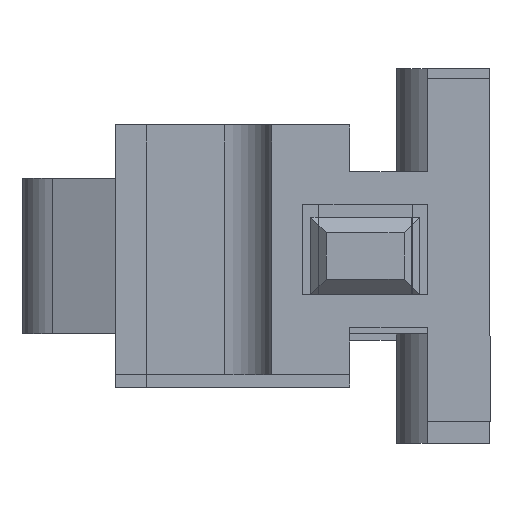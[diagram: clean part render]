
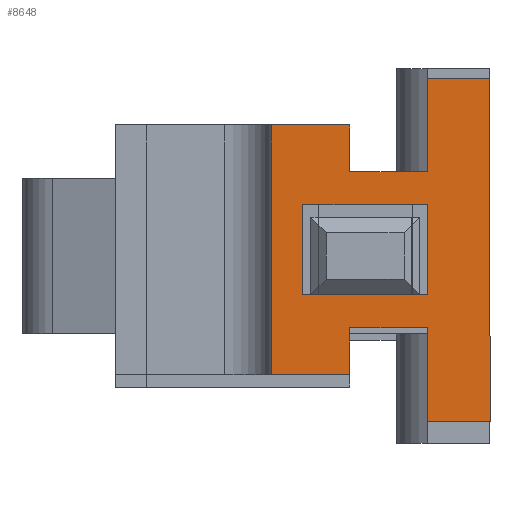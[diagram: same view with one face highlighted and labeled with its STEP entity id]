
A CAD part, left-side view. The second image highlights one B-rep face of the part: STEP entity #8648.
In plain terms, the highlighted face is planar.
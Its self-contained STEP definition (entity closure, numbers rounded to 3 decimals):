
#34=FACE_BOUND('',#1468,.T.);
#1029=FACE_OUTER_BOUND('',#1467,.T.);
#1467=EDGE_LOOP('',(#7947,#7948,#7949,#7950,#7951,#7952,#7953,#7954,#7955,
#7956,#7957,#7958));
#1468=EDGE_LOOP('',(#7959,#7960,#7961,#7962));
#2303=LINE('',#14481,#3208);
#2309=LINE('',#14493,#3214);
#2326=LINE('',#14529,#3231);
#2329=LINE('',#14534,#3234);
#2331=LINE('',#14538,#3236);
#2333=LINE('',#14541,#3238);
#2340=LINE('',#14561,#3245);
#2345=LINE('',#14571,#3250);
#2346=LINE('',#14573,#3251);
#2353=LINE('',#14585,#3258);
#2361=LINE('',#14601,#3266);
#2364=LINE('',#14606,#3269);
#2365=LINE('',#14608,#3270);
#2366=LINE('',#14611,#3271);
#2373=LINE('',#14624,#3278);
#2374=LINE('',#14626,#3279);
#3208=VECTOR('',#11927,10.);
#3214=VECTOR('',#11935,10.);
#3231=VECTOR('',#11962,10.);
#3234=VECTOR('',#11967,10.);
#3236=VECTOR('',#11971,10.);
#3238=VECTOR('',#11975,10.);
#3245=VECTOR('',#11992,10.);
#3250=VECTOR('',#11999,10.);
#3251=VECTOR('',#12002,10.);
#3258=VECTOR('',#12011,10.);
#3266=VECTOR('',#12023,10.);
#3269=VECTOR('',#12028,10.);
#3270=VECTOR('',#12031,10.);
#3271=VECTOR('',#12034,10.);
#3278=VECTOR('',#12049,10.);
#3279=VECTOR('',#12052,10.);
#4081=VERTEX_POINT('',#14478);
#4082=VERTEX_POINT('',#14480);
#4084=VERTEX_POINT('',#14486);
#4087=VERTEX_POINT('',#14491);
#4100=VERTEX_POINT('',#14526);
#4101=VERTEX_POINT('',#14528);
#4102=VERTEX_POINT('',#14532);
#4103=VERTEX_POINT('',#14536);
#4110=VERTEX_POINT('',#14558);
#4113=VERTEX_POINT('',#14565);
#4115=VERTEX_POINT('',#14569);
#4119=VERTEX_POINT('',#14583);
#4124=VERTEX_POINT('',#14598);
#4125=VERTEX_POINT('',#14600);
#4126=VERTEX_POINT('',#14604);
#4127=VERTEX_POINT('',#14610);
#5335=EDGE_CURVE('',#4081,#4082,#2303,.T.);
#5341=EDGE_CURVE('',#4087,#4084,#2309,.T.);
#5358=EDGE_CURVE('',#4101,#4100,#2326,.T.);
#5361=EDGE_CURVE('',#4100,#4102,#2329,.T.);
#5363=EDGE_CURVE('',#4102,#4103,#2331,.T.);
#5365=EDGE_CURVE('',#4103,#4101,#2333,.T.);
#5374=EDGE_CURVE('',#4110,#4081,#2340,.T.);
#5379=EDGE_CURVE('',#4113,#4115,#2345,.T.);
#5380=EDGE_CURVE('',#4110,#4113,#2346,.T.);
#5387=EDGE_CURVE('',#4115,#4119,#2353,.T.);
#5395=EDGE_CURVE('',#4125,#4124,#2361,.T.);
#5398=EDGE_CURVE('',#4126,#4084,#2364,.T.);
#5399=EDGE_CURVE('',#4124,#4126,#2365,.T.);
#5400=EDGE_CURVE('',#4127,#4125,#2366,.T.);
#5407=EDGE_CURVE('',#4119,#4127,#2373,.T.);
#5408=EDGE_CURVE('',#4082,#4087,#2374,.T.);
#7947=ORIENTED_EDGE('',*,*,#5379,.T.);
#7948=ORIENTED_EDGE('',*,*,#5387,.T.);
#7949=ORIENTED_EDGE('',*,*,#5407,.T.);
#7950=ORIENTED_EDGE('',*,*,#5400,.T.);
#7951=ORIENTED_EDGE('',*,*,#5395,.T.);
#7952=ORIENTED_EDGE('',*,*,#5399,.T.);
#7953=ORIENTED_EDGE('',*,*,#5398,.T.);
#7954=ORIENTED_EDGE('',*,*,#5341,.F.);
#7955=ORIENTED_EDGE('',*,*,#5408,.F.);
#7956=ORIENTED_EDGE('',*,*,#5335,.F.);
#7957=ORIENTED_EDGE('',*,*,#5374,.F.);
#7958=ORIENTED_EDGE('',*,*,#5380,.T.);
#7959=ORIENTED_EDGE('',*,*,#5358,.T.);
#7960=ORIENTED_EDGE('',*,*,#5361,.T.);
#7961=ORIENTED_EDGE('',*,*,#5363,.T.);
#7962=ORIENTED_EDGE('',*,*,#5365,.T.);
#8213=PLANE('',#9521);
#8648=ADVANCED_FACE('',(#1029,#34),#8213,.T.);
#9521=AXIS2_PLACEMENT_3D('',#14625,#12050,#12051);
#11927=DIRECTION('',(0.,-1.,0.));
#11935=DIRECTION('',(0.,1.,0.));
#11962=DIRECTION('',(0.,-1.,0.));
#11967=DIRECTION('',(0.,0.,1.));
#11971=DIRECTION('',(0.,1.,0.));
#11975=DIRECTION('',(0.,0.,-1.));
#11992=DIRECTION('',(0.,0.,-1.));
#11999=DIRECTION('',(0.,0.,-1.));
#12002=DIRECTION('',(0.,1.,0.));
#12011=DIRECTION('',(0.,1.,0.));
#12023=DIRECTION('',(0.,0.,-1.));
#12028=DIRECTION('',(0.,0.,1.));
#12031=DIRECTION('',(0.,-1.,0.));
#12034=DIRECTION('',(0.,-1.,0.));
#12049=DIRECTION('',(0.,0.,1.));
#12050=DIRECTION('center_axis',(1.,0.,0.));
#12051=DIRECTION('ref_axis',(0.,0.,-1.));
#12052=DIRECTION('',(0.,0.,1.));
#14478=CARTESIAN_POINT('',(6.,2.,-1.5));
#14480=CARTESIAN_POINT('',(6.,0.,-1.5));
#14481=CARTESIAN_POINT('',(6.,2.,-1.5));
#14486=CARTESIAN_POINT('',(6.,2.,9.5));
#14491=CARTESIAN_POINT('',(6.,0.,9.5));
#14493=CARTESIAN_POINT('',(6.,0.,9.5));
#14526=CARTESIAN_POINT('',(6.,2.,2.55));
#14528=CARTESIAN_POINT('',(6.,6.,2.55));
#14529=CARTESIAN_POINT('',(6.,4.5,2.55));
#14532=CARTESIAN_POINT('',(6.,2.,5.45));
#14534=CARTESIAN_POINT('',(6.,2.,2.725));
#14536=CARTESIAN_POINT('',(6.,6.,5.45));
#14538=CARTESIAN_POINT('',(6.,6.5,5.45));
#14541=CARTESIAN_POINT('',(6.,6.,1.275));
#14558=CARTESIAN_POINT('',(6.,2.,1.5));
#14561=CARTESIAN_POINT('',(6.,2.,0.));
#14565=CARTESIAN_POINT('',(6.,4.5,1.5));
#14569=CARTESIAN_POINT('',(6.,4.5,0.));
#14571=CARTESIAN_POINT('',(6.,4.5,0.));
#14573=CARTESIAN_POINT('',(6.,5.125,1.5));
#14583=CARTESIAN_POINT('',(6.,7.,0.));
#14585=CARTESIAN_POINT('',(6.,0.,0.));
#14598=CARTESIAN_POINT('',(6.,4.5,6.5));
#14600=CARTESIAN_POINT('',(6.,4.5,8.));
#14601=CARTESIAN_POINT('',(6.,4.5,4.));
#14604=CARTESIAN_POINT('',(6.,2.,6.5));
#14606=CARTESIAN_POINT('',(6.,2.,8.));
#14608=CARTESIAN_POINT('',(6.,5.125,6.5));
#14610=CARTESIAN_POINT('',(6.,7.,8.));
#14611=CARTESIAN_POINT('',(6.,0.,8.));
#14624=CARTESIAN_POINT('',(6.,7.,0.));
#14625=CARTESIAN_POINT('Origin',(6.,7.,0.));
#14626=CARTESIAN_POINT('',(6.,0.,0.));
